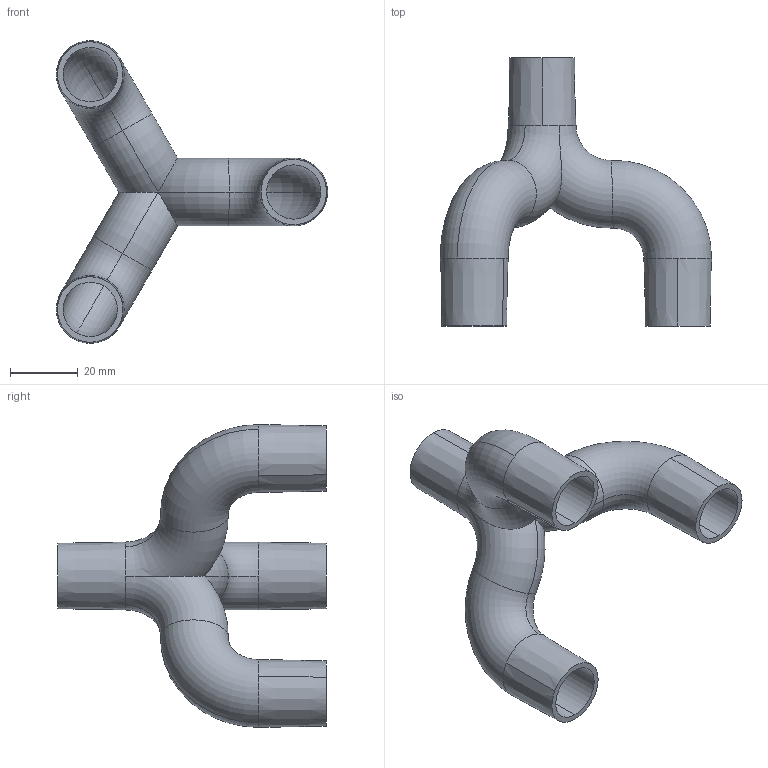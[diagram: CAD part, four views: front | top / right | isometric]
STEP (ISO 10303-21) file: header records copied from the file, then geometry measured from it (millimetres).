
FILE_DESCRIPTION (( 'STEP AP203' ), '1' );
FILE_NAME ('1-3way_splitter_BQ_SW-2018.STEP', '2020-04-23T21:24:15', ( '' ), ( '' ), 'SwSTEP 2.0', 'SolidWorks 2018', '' );
FILE_SCHEMA (( 'CONFIG_CONTROL_DESIGN' ));
Length unit declared in the file: millimetre
Products named in the file (2): 1-3way_splitter_BQ_SW-2018
Bounding box: 80 x 79.14 x 89.28 mm (x, y, z)
Volume: 24997.4 mm3; surface area: 26124.5 mm2
Topology: 1 solids, 1 shells, 44 faces, 112 edges, 68 vertices
Faces by surface type: torus 24, cylinder 8, cone 8, plane 4
Entity records: 1745 total; most frequent: CARTESIAN_POINT 450, DIRECTION 288, ORIENTED_EDGE 224, AXIS2_PLACEMENT_3D 136, EDGE_CURVE 112, CIRCLE 90, VERTEX_POINT 68, EDGE_LOOP 48
